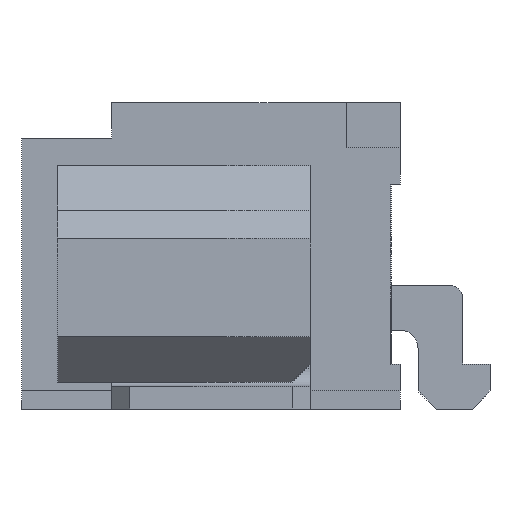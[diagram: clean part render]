
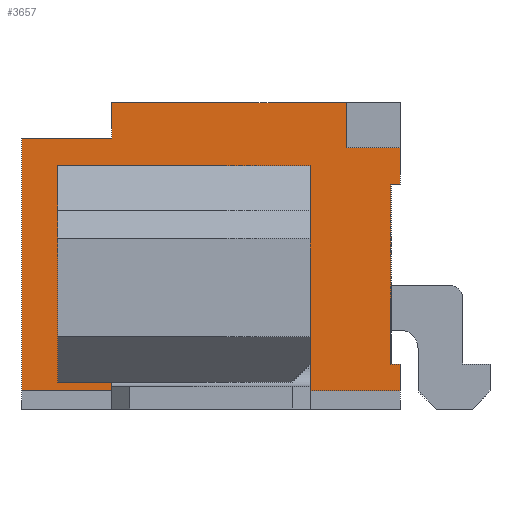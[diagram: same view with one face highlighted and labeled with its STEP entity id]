
A CAD part, left-side view. The second image highlights one B-rep face of the part: STEP entity #3657.
In plain terms, the highlighted planar face has unit normal (-1, 0, 0).
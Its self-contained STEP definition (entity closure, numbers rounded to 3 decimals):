
#105=DIRECTION('',(0.,0.,1.));
#106=VECTOR('',#105,0.3);
#107=CARTESIAN_POINT('',(-2.75,-3.225,-1.6));
#108=LINE('',#107,#106);
#165=DIRECTION('',(0.,0.,1.));
#166=VECTOR('',#165,0.4);
#167=CARTESIAN_POINT('',(-2.75,-3.225,0.7));
#168=LINE('',#167,#166);
#169=DIRECTION('',(0.,0.,1.));
#170=VECTOR('',#169,2.4);
#171=CARTESIAN_POINT('',(-2.75,-2.225,-1.5));
#172=LINE('',#171,#170);
#173=DIRECTION('',(0.,-1.,0.));
#174=VECTOR('',#173,2.8);
#175=CARTESIAN_POINT('',(-2.75,0.575,0.9));
#176=LINE('',#175,#174);
#177=DIRECTION('',(0.,0.,1.));
#178=VECTOR('',#177,2.4);
#179=CARTESIAN_POINT('',(-2.75,0.575,-1.5));
#180=LINE('',#179,#178);
#181=DIRECTION('',(0.,-1.,0.));
#182=VECTOR('',#181,2.8);
#183=CARTESIAN_POINT('',(-2.75,0.575,-1.5));
#184=LINE('',#183,#182);
#185=DIRECTION('',(0.,1.,0.));
#186=VECTOR('',#185,0.6);
#187=CARTESIAN_POINT('',(-2.75,-3.225,1.1));
#188=LINE('',#187,#186);
#189=DIRECTION('',(0.,1.,0.));
#190=VECTOR('',#189,0.1);
#191=CARTESIAN_POINT('',(-2.75,-3.225,0.7));
#192=LINE('',#191,#190);
#193=DIRECTION('',(0.,0.,1.));
#194=VECTOR('',#193,2.);
#195=CARTESIAN_POINT('',(-2.75,-3.125,-1.3));
#196=LINE('',#195,#194);
#197=DIRECTION('',(0.,1.,0.));
#198=VECTOR('',#197,0.1);
#199=CARTESIAN_POINT('',(-2.75,-3.225,-1.3));
#200=LINE('',#199,#198);
#201=DIRECTION('',(0.,-1.,0.));
#202=VECTOR('',#201,4.2);
#203=CARTESIAN_POINT('',(-2.75,0.975,-1.6));
#204=LINE('',#203,#202);
#205=DIRECTION('',(0.,0.,1.));
#206=VECTOR('',#205,2.8);
#207=CARTESIAN_POINT('',(-2.75,0.975,-1.6));
#208=LINE('',#207,#206);
#209=DIRECTION('',(0.,-1.,0.));
#210=VECTOR('',#209,1.);
#211=CARTESIAN_POINT('',(-2.75,0.975,1.2));
#212=LINE('',#211,#210);
#213=DIRECTION('',(0.,0.,-1.));
#214=VECTOR('',#213,0.4);
#215=CARTESIAN_POINT('',(-2.75,-0.025,1.6));
#216=LINE('',#215,#214);
#217=DIRECTION('',(0.,0.,-1.));
#218=VECTOR('',#217,0.5);
#219=CARTESIAN_POINT('',(-2.75,-2.625,1.6));
#220=LINE('',#219,#218);
#1122=DIRECTION('',(0.,-1.,0.));
#1123=VECTOR('',#1122,2.6);
#1124=CARTESIAN_POINT('',(-2.75,-0.025,1.6));
#1125=LINE('',#1124,#1123);
#2619=CARTESIAN_POINT('',(-2.75,-0.025,1.6));
#2621=VERTEX_POINT('',#2619);
#2631=CARTESIAN_POINT('',(-2.75,0.975,1.2));
#2632=CARTESIAN_POINT('',(-2.75,-0.025,1.2));
#2633=VERTEX_POINT('',#2631);
#2634=VERTEX_POINT('',#2632);
#2679=CARTESIAN_POINT('',(-2.75,-2.225,-1.5));
#2680=CARTESIAN_POINT('',(-2.75,-2.225,0.9));
#2681=VERTEX_POINT('',#2679);
#2682=VERTEX_POINT('',#2680);
#2683=CARTESIAN_POINT('',(-2.75,0.575,0.9));
#2684=VERTEX_POINT('',#2683);
#2685=CARTESIAN_POINT('',(-2.75,0.575,-1.5));
#2686=VERTEX_POINT('',#2685);
#2867=CARTESIAN_POINT('',(-2.75,-3.225,-1.3));
#2868=CARTESIAN_POINT('',(-2.75,-3.125,-1.3));
#2869=VERTEX_POINT('',#2867);
#2870=VERTEX_POINT('',#2868);
#2871=CARTESIAN_POINT('',(-2.75,-3.125,0.7));
#2872=VERTEX_POINT('',#2871);
#2873=CARTESIAN_POINT('',(-2.75,-3.225,0.7));
#2874=VERTEX_POINT('',#2873);
#2941=CARTESIAN_POINT('',(-2.75,-2.625,1.6));
#2942=VERTEX_POINT('',#2941);
#2943=CARTESIAN_POINT('',(-2.75,-3.225,1.1));
#2944=CARTESIAN_POINT('',(-2.75,-2.625,1.1));
#2945=VERTEX_POINT('',#2943);
#2946=VERTEX_POINT('',#2944);
#3175=CARTESIAN_POINT('',(-2.75,0.975,-1.6));
#3176=CARTESIAN_POINT('',(-2.75,-3.225,-1.6));
#3177=VERTEX_POINT('',#3175);
#3178=VERTEX_POINT('',#3176);
#3619=CARTESIAN_POINT('',(-2.75,0.975,-1.8));
#3620=DIRECTION('',(-1.,0.,0.));
#3621=DIRECTION('',(0.,-1.,0.));
#3622=AXIS2_PLACEMENT_3D('',#3619,#3620,#3621);
#3623=PLANE('',#3622);
#3625=ORIENTED_EDGE('',*,*,#3624,.F.);
#3626=ORIENTED_EDGE('',*,*,#3599,.F.);
#3628=ORIENTED_EDGE('',*,*,#3627,.T.);
#3630=ORIENTED_EDGE('',*,*,#3629,.F.);
#3631=ORIENTED_EDGE('',*,*,#3609,.F.);
#3632=ORIENTED_EDGE('',*,*,#3551,.F.);
#3634=ORIENTED_EDGE('',*,*,#3633,.F.);
#3636=ORIENTED_EDGE('',*,*,#3635,.T.);
#3638=ORIENTED_EDGE('',*,*,#3637,.T.);
#3640=ORIENTED_EDGE('',*,*,#3639,.F.);
#3642=ORIENTED_EDGE('',*,*,#3641,.T.);
#3644=ORIENTED_EDGE('',*,*,#3643,.T.);
#3645=EDGE_LOOP('',(#3625,#3626,#3628,#3630,#3631,#3632,#3634,#3636,#3638,#3640,
#3642,#3644));
#3646=FACE_OUTER_BOUND('',#3645,.F.);
#3648=ORIENTED_EDGE('',*,*,#3647,.T.);
#3650=ORIENTED_EDGE('',*,*,#3649,.F.);
#3652=ORIENTED_EDGE('',*,*,#3651,.F.);
#3654=ORIENTED_EDGE('',*,*,#3653,.T.);
#3655=EDGE_LOOP('',(#3648,#3650,#3652,#3654));
#3656=FACE_BOUND('',#3655,.F.);
#3657=ADVANCED_FACE('',(#3646,#3656),#3623,.T.);
#3551=EDGE_CURVE('',#3178,#2869,#108,.T.);
#3599=EDGE_CURVE('',#2874,#2945,#168,.T.);
#3609=EDGE_CURVE('',#2869,#2870,#200,.T.);
#3624=EDGE_CURVE('',#2945,#2946,#188,.T.);
#3627=EDGE_CURVE('',#2874,#2872,#192,.T.);
#3629=EDGE_CURVE('',#2870,#2872,#196,.T.);
#3633=EDGE_CURVE('',#3177,#3178,#204,.T.);
#3635=EDGE_CURVE('',#3177,#2633,#208,.T.);
#3637=EDGE_CURVE('',#2633,#2634,#212,.T.);
#3639=EDGE_CURVE('',#2621,#2634,#216,.T.);
#3641=EDGE_CURVE('',#2621,#2942,#1125,.T.);
#3643=EDGE_CURVE('',#2942,#2946,#220,.T.);
#3647=EDGE_CURVE('',#2681,#2682,#172,.T.);
#3649=EDGE_CURVE('',#2684,#2682,#176,.T.);
#3651=EDGE_CURVE('',#2686,#2684,#180,.T.);
#3653=EDGE_CURVE('',#2686,#2681,#184,.T.);
